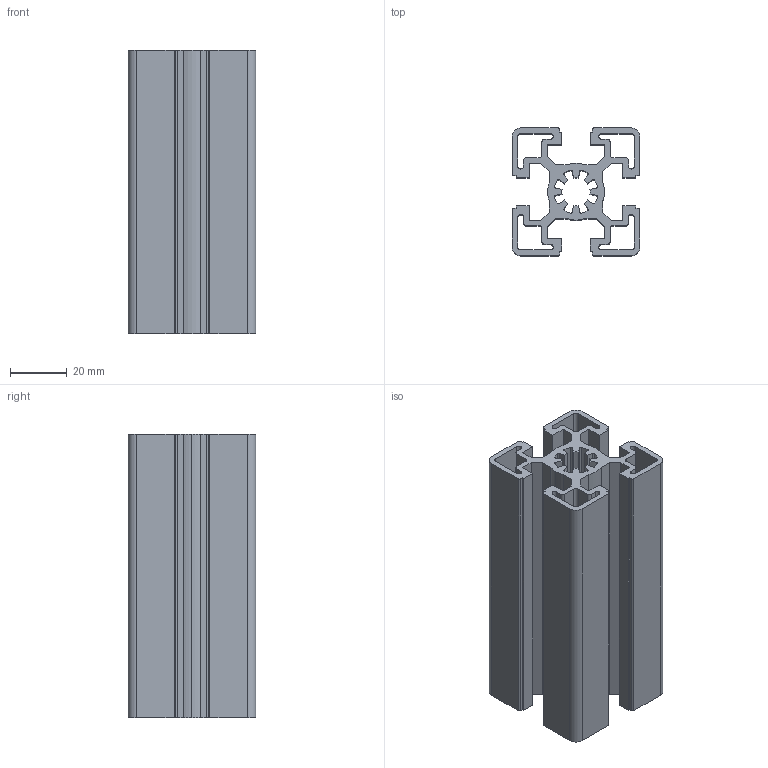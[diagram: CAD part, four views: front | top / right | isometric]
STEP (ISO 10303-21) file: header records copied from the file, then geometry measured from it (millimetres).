
FILE_DESCRIPTION (( 'STEP AP203' ), '1' );
FILE_NAME ('AL-PS-4545-A Àëþìèíèåâûé êîíñòðóêöèîííûé ïðîôèëü 45õ45 óñèëåííûé áåç ïîêðûòèÿ.STEP', '2023-11-07T05:14:52', ( '' ), ( '' ), 'SwSTEP 2.0', 'SolidWorks 2021', '' );
FILE_SCHEMA (( 'CONFIG_CONTROL_DESIGN' ));
Length unit declared in the file: millimetre
Products named in the file (1): AL-PS-4545-A Àëþìèíèåâûé êîíñòðóêöèîííûé ïðîôèëü 45õ45 óñèëåííûé áåç ïîêðûòèÿ
Bounding box: 45 x 45 x 100 mm (x, y, z)
Volume: 75560.7 mm3; surface area: 62856.6 mm2
Topology: 1 solids, 1 shells, 186 faces, 552 edges, 368 vertices
Faces by surface type: plane 106, cylinder 80
Entity records: 6353 total; most frequent: CARTESIAN_POINT 1107, ORIENTED_EDGE 1104, DIRECTION 1086, EDGE_CURVE 552, VECTOR 392, LINE 392, VERTEX_POINT 368, AXIS2_PLACEMENT_3D 347
